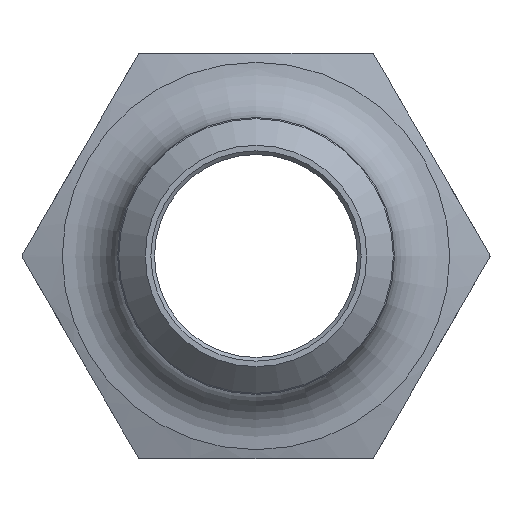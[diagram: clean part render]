
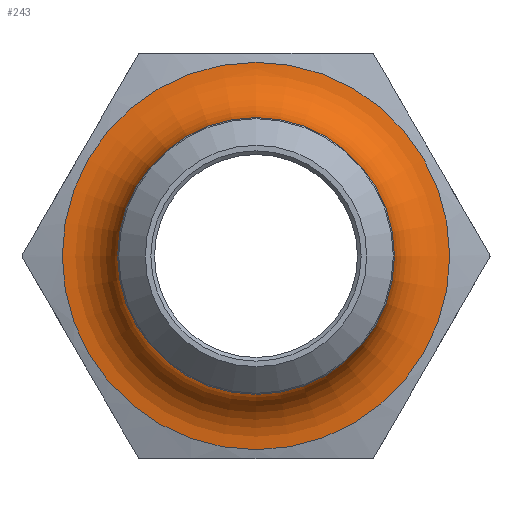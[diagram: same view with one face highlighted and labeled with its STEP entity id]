
A CAD part, left-side view. The second image highlights one B-rep face of the part: STEP entity #243.
In plain terms, the highlighted toroidal (fillet/blend) face has major radius 10.5 mm and minor radius 3 mm.
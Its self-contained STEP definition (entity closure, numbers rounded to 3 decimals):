
#101=TOROIDAL_SURFACE('',#729,10.5,3.);
#145=FACE_BOUND('',#334,.T.);
#146=FACE_BOUND('',#335,.T.);
#189=CIRCLE('',#722,10.5);
#192=CIRCLE('',#727,7.5);
#243=ADVANCED_FACE('',(#145,#146),#101,.F.);
#334=EDGE_LOOP('',(#500));
#335=EDGE_LOOP('',(#501));
#500=ORIENTED_EDGE('',*,*,#626,.F.);
#501=ORIENTED_EDGE('',*,*,#629,.T.);
#555=VERTEX_POINT('',#1248);
#558=VERTEX_POINT('',#1256);
#626=EDGE_CURVE('',#555,#555,#189,.T.);
#629=EDGE_CURVE('',#558,#558,#192,.T.);
#722=AXIS2_PLACEMENT_3D('',#1247,#868,#869);
#727=AXIS2_PLACEMENT_3D('',#1255,#878,#879);
#729=AXIS2_PLACEMENT_3D('',#1258,#882,#883);
#868=DIRECTION('',(1.,0.,0.));
#869=DIRECTION('',(0.,0.,1.));
#878=DIRECTION('',(1.,0.,0.));
#879=DIRECTION('',(0.,0.,1.));
#882=DIRECTION('',(-1.,0.,0.));
#883=DIRECTION('',(0.,0.,1.));
#1247=CARTESIAN_POINT('',(10.,0.,0.));
#1248=CARTESIAN_POINT('',(10.,0.,10.5));
#1255=CARTESIAN_POINT('',(7.,0.,0.));
#1256=CARTESIAN_POINT('',(7.,0.,7.5));
#1258=CARTESIAN_POINT('',(7.,0.,0.));
